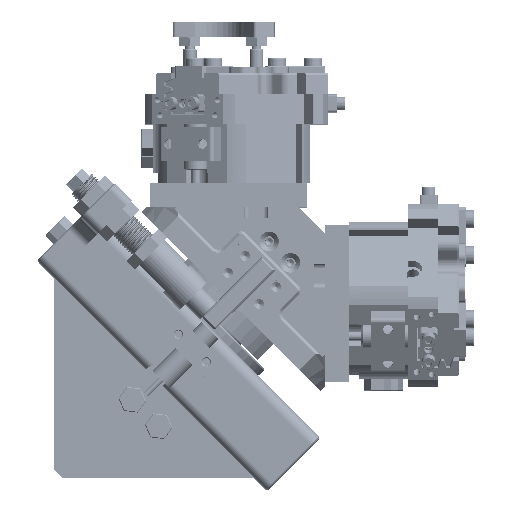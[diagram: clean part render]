
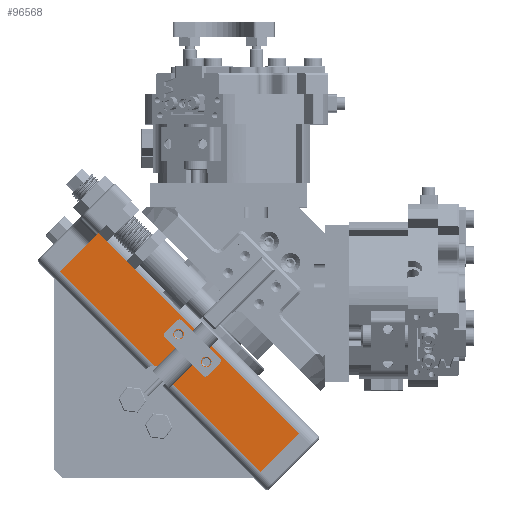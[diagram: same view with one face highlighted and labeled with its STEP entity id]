
A CAD part, top view. The second image highlights one B-rep face of the part: STEP entity #96568.
In plain terms, the highlighted planar face has unit normal (0, 0, 1).
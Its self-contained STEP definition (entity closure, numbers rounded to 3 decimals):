
#5314 = DIRECTION ( 'NONE',  ( 0., -1., 0. ) ) ;
#5476 = ORIENTED_EDGE ( 'NONE', *, *, #8582, .T. ) ;
#7417 = FACE_BOUND ( 'NONE', #25721, .T. ) ;
#8275 = VECTOR ( 'NONE', #79259, 1000. ) ;
#8582 = EDGE_CURVE ( 'NONE', #43359, #61170, #41132, .T. ) ;
#9782 = ORIENTED_EDGE ( 'NONE', *, *, #98383, .T. ) ;
#9943 = EDGE_CURVE ( 'NONE', #112662, #65503, #50852, .T. ) ;
#13320 = LINE ( 'NONE', #89056, #8275 ) ;
#13394 = DIRECTION ( 'NONE',  ( 0., 0., -1. ) ) ;
#13439 = ORIENTED_EDGE ( 'NONE', *, *, #107065, .T. ) ;
#16032 = CARTESIAN_POINT ( 'NONE',  ( 40.677, -11.499, 137.098 ) ) ;
#16102 = AXIS2_PLACEMENT_3D ( 'NONE', #16032, #57836, #5314 ) ;
#17811 = CIRCLE ( 'NONE', #97692, 4. ) ;
#19969 = DIRECTION ( 'NONE',  ( 0., -1., 0. ) ) ;
#20440 = ORIENTED_EDGE ( 'NONE', *, *, #37155, .T. ) ;
#22354 = CARTESIAN_POINT ( 'NONE',  ( 4.614, 6.179, 137.098 ) ) ;
#22707 = LINE ( 'NONE', #131151, #122555 ) ;
#25721 = EDGE_LOOP ( 'NONE', ( #9782, #20440 ) ) ;
#26839 = CARTESIAN_POINT ( 'NONE',  ( 32.796, -22.002, 137.098 ) ) ;
#26854 = CARTESIAN_POINT ( 'NONE',  ( 40.677, -11.499, 137.098 ) ) ;
#35645 = FACE_BOUND ( 'NONE', #76053, .T. ) ;
#37155 = EDGE_CURVE ( 'NONE', #134053, #46985, #96310, .T. ) ;
#37404 = ORIENTED_EDGE ( 'NONE', *, *, #136311, .T. ) ;
#37546 = DIRECTION ( 'NONE',  ( 0., -1., 0. ) ) ;
#37687 = DIRECTION ( 'NONE',  ( 0., 0., 1. ) ) ;
#39450 = EDGE_CURVE ( 'NONE', #61170, #43359, #77469, .T. ) ;
#41132 = CIRCLE ( 'NONE', #135260, 1.55 ) ;
#42474 = DIRECTION ( 'NONE',  ( -0.707, 0.707, 0. ) ) ;
#43359 = VERTEX_POINT ( 'NONE', #128806 ) ;
#44070 = ORIENTED_EDGE ( 'NONE', *, *, #9943, .T. ) ;
#45491 = DIRECTION ( 'NONE',  ( 0.707, -0.707, 0. ) ) ;
#46985 = VERTEX_POINT ( 'NONE', #65771 ) ;
#48341 = DIRECTION ( 'NONE',  ( 0.707, -0.707, 0. ) ) ;
#50852 = LINE ( 'NONE', #104612, #92562 ) ;
#51992 = CARTESIAN_POINT ( 'NONE',  ( 49.869, -20.691, 137.098 ) ) ;
#52259 = CARTESIAN_POINT ( 'NONE',  ( 17.342, 18.907, 137.098 ) ) ;
#53978 = DIRECTION ( 'NONE',  ( -0.707, -0.707, 0. ) ) ;
#54128 = ORIENTED_EDGE ( 'NONE', *, *, #90295, .T. ) ;
#57836 = DIRECTION ( 'NONE',  ( 0., 0., -1. ) ) ;
#61170 = VERTEX_POINT ( 'NONE', #97255 ) ;
#65427 = VERTEX_POINT ( 'NONE', #78145 ) ;
#65503 = VERTEX_POINT ( 'NONE', #77208 ) ;
#65771 = CARTESIAN_POINT ( 'NONE',  ( 42.227, -11.499, 137.098 ) ) ;
#65924 = CARTESIAN_POINT ( 'NONE',  ( 67.9, -57.107, 137.098 ) ) ;
#67621 = VERTEX_POINT ( 'NONE', #86224 ) ;
#74456 = AXIS2_PLACEMENT_3D ( 'NONE', #26854, #101246, #37546 ) ;
#76053 = EDGE_LOOP ( 'NONE', ( #5476, #104526 ) ) ;
#77208 = CARTESIAN_POINT ( 'NONE',  ( 80.628, -44.379, 137.098 ) ) ;
#77469 = CIRCLE ( 'NONE', #97311, 1.55 ) ;
#78145 = CARTESIAN_POINT ( 'NONE',  ( 36.537, -25.744, 137.098 ) ) ;
#79259 = DIRECTION ( 'NONE',  ( -0.707, -0.707, 0. ) ) ;
#83675 = DIRECTION ( 'NONE',  ( 0., 0., -1. ) ) ;
#83702 = DIRECTION ( 'NONE',  ( 0.707, 0.707, 0. ) ) ;
#83759 = VERTEX_POINT ( 'NONE', #97638 ) ;
#84308 = VECTOR ( 'NONE', #86531, 1000. ) ;
#86224 = CARTESIAN_POINT ( 'NONE',  ( 14.16, 22.089, 137.098 ) ) ;
#86531 = DIRECTION ( 'NONE',  ( 0.707, -0.707, 0. ) ) ;
#87955 = CARTESIAN_POINT ( 'NONE',  ( 32.545, -25.994, 137.098 ) ) ;
#89056 = CARTESIAN_POINT ( 'NONE',  ( -0.689, 7.24, 137.098 ) ) ;
#90295 = EDGE_CURVE ( 'NONE', #65503, #67621, #119819, .T. ) ;
#90700 = FACE_OUTER_BOUND ( 'NONE', #127980, .T. ) ;
#92562 = VECTOR ( 'NONE', #83702, 1000. ) ;
#96310 = CIRCLE ( 'NONE', #16102, 1.55 ) ;
#96568 = ADVANCED_FACE ( 'NONE', ( #35645, #7417, #90700 ), #101392, .T. ) ;
#97058 = CIRCLE ( 'NONE', #74456, 1.55 ) ;
#97255 = CARTESIAN_POINT ( 'NONE',  ( 48.319, -20.691, 137.098 ) ) ;
#97311 = AXIS2_PLACEMENT_3D ( 'NONE', #97993, #13394, #119406 ) ;
#97638 = CARTESIAN_POINT ( 'NONE',  ( 1.432, 9.361, 137.098 ) ) ;
#97692 = AXIS2_PLACEMENT_3D ( 'NONE', #87955, #119579, #53978 ) ;
#97993 = CARTESIAN_POINT ( 'NONE',  ( 49.869, -20.691, 137.098 ) ) ;
#98383 = EDGE_CURVE ( 'NONE', #46985, #134053, #97058, .T. ) ;
#101246 = DIRECTION ( 'NONE',  ( 0., 0., -1. ) ) ;
#101392 = PLANE ( 'NONE',  #136894 ) ;
#104416 = ORIENTED_EDGE ( 'NONE', *, *, #120130, .T. ) ;
#104526 = ORIENTED_EDGE ( 'NONE', *, *, #39450, .T. ) ;
#104612 = CARTESIAN_POINT ( 'NONE',  ( 65.779, -59.228, 137.098 ) ) ;
#107065 = EDGE_CURVE ( 'NONE', #67621, #83759, #13320, .T. ) ;
#112571 = LINE ( 'NONE', #22354, #84308 ) ;
#112662 = VERTEX_POINT ( 'NONE', #65924 ) ;
#117747 = ORIENTED_EDGE ( 'NONE', *, *, #120740, .T. ) ;
#119406 = DIRECTION ( 'NONE',  ( 0., -1., 0. ) ) ;
#119579 = DIRECTION ( 'NONE',  ( 0., 0., -1. ) ) ;
#119819 = LINE ( 'NONE', #52259, #124835 ) ;
#120130 = EDGE_CURVE ( 'NONE', #130186, #65427, #17811, .T. ) ;
#120740 = EDGE_CURVE ( 'NONE', #65427, #112662, #22707, .T. ) ;
#122555 = VECTOR ( 'NONE', #45491, 1000. ) ;
#122840 = CARTESIAN_POINT ( 'NONE',  ( 2.493, 4.058, 137.098 ) ) ;
#124835 = VECTOR ( 'NONE', #42474, 1000. ) ;
#127980 = EDGE_LOOP ( 'NONE', ( #54128, #13439, #37404, #104416, #117747, #44070 ) ) ;
#128806 = CARTESIAN_POINT ( 'NONE',  ( 51.419, -20.691, 137.098 ) ) ;
#130186 = VERTEX_POINT ( 'NONE', #26839 ) ;
#130769 = CARTESIAN_POINT ( 'NONE',  ( 39.127, -11.499, 137.098 ) ) ;
#131151 = CARTESIAN_POINT ( 'NONE',  ( 4.614, 6.179, 137.098 ) ) ;
#134053 = VERTEX_POINT ( 'NONE', #130769 ) ;
#135260 = AXIS2_PLACEMENT_3D ( 'NONE', #51992, #83675, #19969 ) ;
#136311 = EDGE_CURVE ( 'NONE', #83759, #130186, #112571, .T. ) ;
#136894 = AXIS2_PLACEMENT_3D ( 'NONE', #122840, #37687, #48341 ) ;
